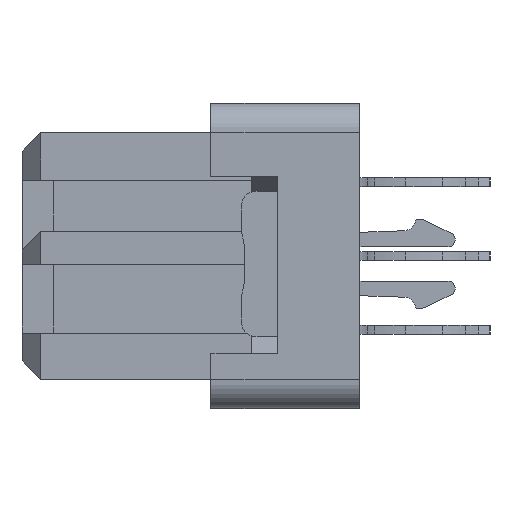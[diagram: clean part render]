
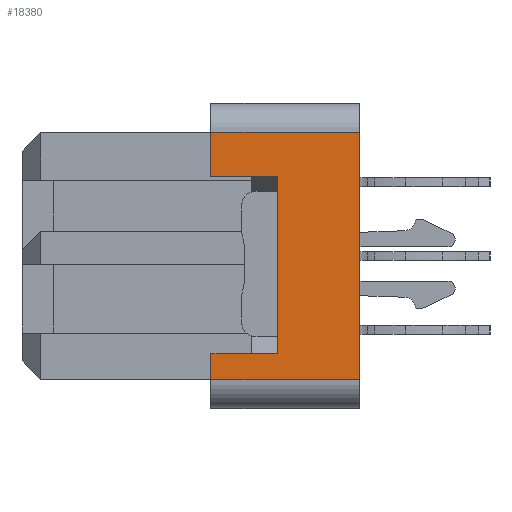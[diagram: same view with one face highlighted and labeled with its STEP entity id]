
A CAD part, left-side view. The second image highlights one B-rep face of the part: STEP entity #18380.
In plain terms, the highlighted planar face has unit normal (-1, 0, 0).
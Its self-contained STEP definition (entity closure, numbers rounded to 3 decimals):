
#15592=CARTESIAN_POINT('',(-27.45,-0.1,-2.08));
#15593=VERTEX_POINT('',#15592);
#15594=CARTESIAN_POINT('',(-27.45,-2.4,-2.08));
#15595=VERTEX_POINT('',#15594);
#15596=CARTESIAN_POINT('',(-27.45,-0.1,-2.08));
#15597=DIRECTION('',(0.,-1.,0.));
#15598=VECTOR('',#15597,2.3);
#15599=LINE('',#15596,#15598);
#15600=EDGE_CURVE('',#15593,#15595,#15599,.T.);
#15791=CARTESIAN_POINT('',(-27.45,-2.4,4.02));
#15792=VERTEX_POINT('',#15791);
#15799=CARTESIAN_POINT('',(-27.45,-0.1,4.02));
#15800=VERTEX_POINT('',#15799);
#15801=CARTESIAN_POINT('',(-27.45,-2.4,4.02));
#15802=DIRECTION('',(0.,1.,0.));
#15803=VECTOR('',#15802,2.3);
#15804=LINE('',#15801,#15803);
#15805=EDGE_CURVE('',#15792,#15800,#15804,.T.);
#18316=CARTESIAN_POINT('',(-27.45,-0.1,-2.98));
#18317=VERTEX_POINT('',#18316);
#18325=CARTESIAN_POINT('',(-27.45,-0.1,-2.98));
#18326=DIRECTION('',(0.,0.,1.));
#18327=VECTOR('',#18326,0.9);
#18328=LINE('',#18325,#18327);
#18329=EDGE_CURVE('',#18317,#15593,#18328,.T.);
#18334=CARTESIAN_POINT('',(-27.45,-3.4,1.27));
#18335=DIRECTION('',(0.,0.,-1.));
#18336=DIRECTION('',(-1.,-0.,-0.));
#18337=AXIS2_PLACEMENT_3D('',#18334,#18336,#18335);
#18338=PLANE('',#18337);
#18339=CARTESIAN_POINT('',(-27.45,-5.2,-2.98));
#18340=VERTEX_POINT('',#18339);
#18341=CARTESIAN_POINT('',(-27.45,-0.1,-2.98));
#18342=DIRECTION('',(0.,-1.,0.));
#18343=VECTOR('',#18342,5.1);
#18344=LINE('',#18341,#18343);
#18345=EDGE_CURVE('',#18317,#18340,#18344,.T.);
#18346=ORIENTED_EDGE('',*,*,#18345,.T.);
#18347=CARTESIAN_POINT('',(-27.45,-5.2,5.52));
#18348=VERTEX_POINT('',#18347);
#18349=CARTESIAN_POINT('',(-27.45,-5.2,-2.98));
#18350=DIRECTION('',(0.,0.,1.));
#18351=VECTOR('',#18350,8.5);
#18352=LINE('',#18349,#18351);
#18353=EDGE_CURVE('',#18340,#18348,#18352,.T.);
#18354=ORIENTED_EDGE('',*,*,#18353,.T.);
#18355=CARTESIAN_POINT('',(-27.45,-0.1,5.52));
#18356=VERTEX_POINT('',#18355);
#18357=CARTESIAN_POINT('',(-27.45,-5.2,5.52));
#18358=DIRECTION('',(0.,1.,0.));
#18359=VECTOR('',#18358,5.1);
#18360=LINE('',#18357,#18359);
#18361=EDGE_CURVE('',#18348,#18356,#18360,.T.);
#18362=ORIENTED_EDGE('',*,*,#18361,.T.);
#18363=CARTESIAN_POINT('',(-27.45,-0.1,5.52));
#18364=DIRECTION('',(0.,0.,-1.));
#18365=VECTOR('',#18364,1.5);
#18366=LINE('',#18363,#18365);
#18367=EDGE_CURVE('',#18356,#15800,#18366,.T.);
#18368=ORIENTED_EDGE('',*,*,#18367,.T.);
#18369=ORIENTED_EDGE('',*,*,#15805,.F.);
#18370=CARTESIAN_POINT('',(-27.45,-2.4,4.02));
#18371=DIRECTION('',(0.,0.,-1.));
#18372=VECTOR('',#18371,6.1);
#18373=LINE('',#18370,#18372);
#18374=EDGE_CURVE('',#15792,#15595,#18373,.T.);
#18375=ORIENTED_EDGE('',*,*,#18374,.T.);
#18376=ORIENTED_EDGE('',*,*,#15600,.F.);
#18377=ORIENTED_EDGE('',*,*,#18329,.F.);
#18378=EDGE_LOOP('',(#18346,#18354,#18362,#18368,#18369,#18375,#18376,#18377));
#18379=FACE_OUTER_BOUND('',#18378,.T.);
#18380=ADVANCED_FACE('',(#18379),#18338,.T.);
